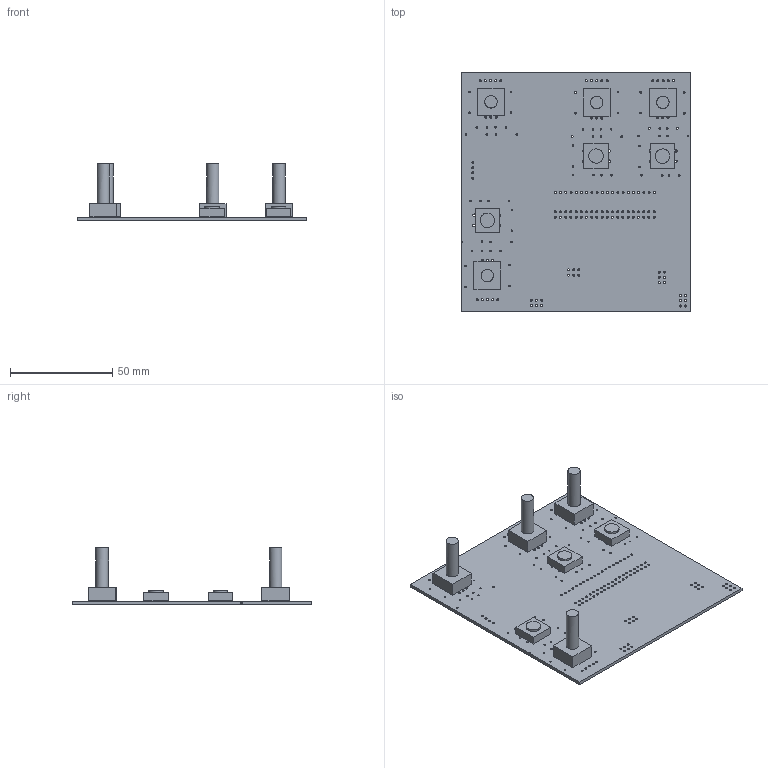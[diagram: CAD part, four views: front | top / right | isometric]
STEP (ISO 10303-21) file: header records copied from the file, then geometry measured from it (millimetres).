
FILE_DESCRIPTION(('KiCad electronic assembly'),'2;1');
FILE_NAME('norns_fork.step','2022-05-30T14:44:52',('Pcbnew'),('Kicad'), 'Open CASCADE STEP processor 7.5','KiCad to STEP converter','Unknown' );
FILE_SCHEMA(('AUTOMOTIVE_DESIGN { 1 0 10303 214 1 1 1 1 }'));
Length unit declared in the file: millimetre
Products named in the file (6): norns_fork 1; encodeur; SOLID; bouton; norns_fork PCB
Assembly tree (10 placements, depth 3):
  norns_fork 1
    encodeur  x4
      SOLID
    bouton  x3
      SOLID
    norns_fork PCB
Bounding box: 112.31 x 117.01 x 27.65 mm (x, y, z)
Volume: 29363.9 mm3; surface area: 33470.4 mm2
Topology: 8 solids, 8 shells, 301 faces, 820 edges, 549 vertices
Faces by surface type: cylinder 215, bspline 63, plane 23
Full cylindrical faces by diameter (mm): 0.8 x65, 1 x120, 1.2 x12
Entity records: 20575 total; most frequent: CARTESIAN_POINT 5829, DIRECTION 2618, ORIENTED_EDGE 1480, PCURVE 1480, DEFINITIONAL_REPRESENTATION 1480, LINE 1260, VECTOR 1260, EDGE_CURVE 740
